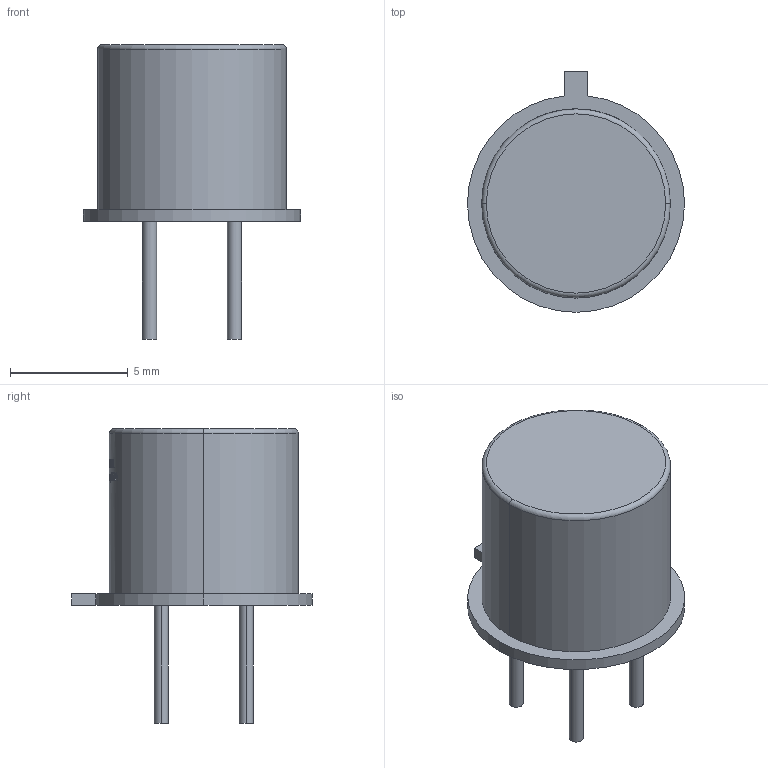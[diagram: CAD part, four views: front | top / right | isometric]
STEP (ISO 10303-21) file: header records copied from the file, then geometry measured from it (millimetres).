
FILE_DESCRIPTION (( 'STEP AP214' ), '1' );
FILE_NAME ('TO-5-4_BD9.2-P3.60_SYK2.STEP', '2024-02-27T12:37:24', ( '' ), ( '' ), 'SwSTEP 2.0', 'SolidWorks 2020', '' );
FILE_SCHEMA (( 'AUTOMOTIVE_DESIGN' ));
Length unit declared in the file: millimetre
Products named in the file (1): TO-5-4_BD9.2-P3.60_SYK2
Bounding box: 9.2 x 10.2 x 12.5 mm (x, y, z)
Volume: 391.1 mm3; surface area: 362.2 mm2
Topology: 1 solids, 1 shells, 245 faces, 655 edges, 436 vertices
Faces by surface type: bspline 145, plane 66, cylinder 32, torus 2
Entity records: 14008 total; most frequent: CARTESIAN_POINT 6754, ORIENTED_EDGE 1310, EDGE_CURVE 655, B_SPLINE_CURVE_WITH_KNOTS 603, VERTEX_POINT 436, DIRECTION 284, EDGE_LOOP 269, UNCERTAINTY_MEASURE_WITH_UNIT 248
